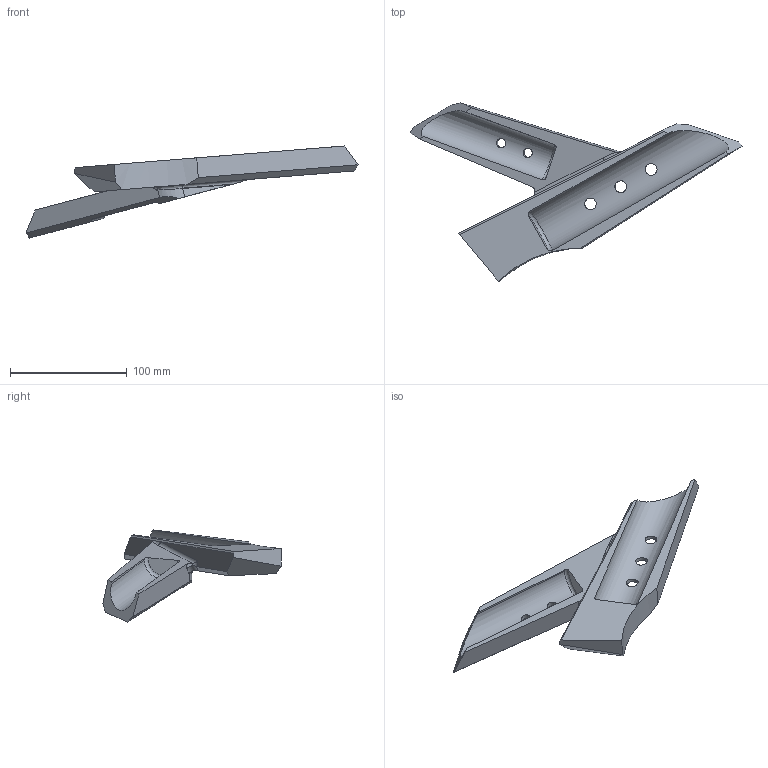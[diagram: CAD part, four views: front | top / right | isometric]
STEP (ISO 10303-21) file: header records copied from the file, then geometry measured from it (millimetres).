
FILE_DESCRIPTION (( 'STEP AP214' ), '1' );
FILE_NAME ('07 - frame plate, right - rear2.STEP', '2016-11-26T22:20:16', ( '' ), ( '' ), 'SwSTEP 2.0', 'SolidWorks 2014', '' );
FILE_SCHEMA (( 'AUTOMOTIVE_DESIGN' ));
Length unit declared in the file: millimetre
Products named in the file (1): 07 - frame plate, right - rear2
Bounding box: 284.37 x 152.64 x 78.87 mm (x, y, z)
Volume: 238436.6 mm3; surface area: 56646.4 mm2
Topology: 1 solids, 1 shells, 65 faces, 176 edges, 116 vertices
Faces by surface type: cylinder 32, plane 28, bspline 5
Entity records: 3691 total; most frequent: CARTESIAN_POINT 1409, ORIENTED_EDGE 352, DIRECTION 271, EDGE_CURVE 176, VERTEX_POINT 116, VECTOR 93, LINE 93, AXIS2_PLACEMENT_3D 89
